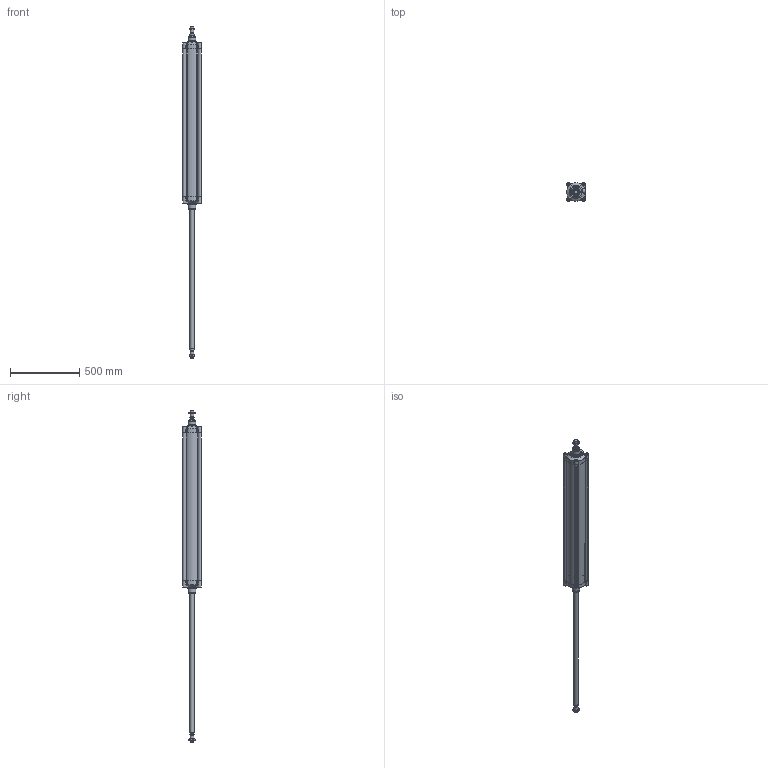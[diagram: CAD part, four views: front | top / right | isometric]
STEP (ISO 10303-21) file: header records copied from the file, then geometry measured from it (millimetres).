
FILE_DESCRIPTION(/* description */ (''),/* implementation_level */ '2;1');
FILE_NAME(/* name */ 'HDMP125.1000.GS.M.stp',/* time_stamp */ '2021-03-10T10:44:21+01:00',/* author */ ('carlo.corazza'),/* organization */ (''),/* preprocessor_version */ 'ST-DEVELOPER v18.1',/* originating_system */ 'Autodesk Inventor 2020',/* authorisation */ '');
FILE_SCHEMA (('AUTOMOTIVE_DESIGN { 1 0 10303 214 3 1 1 }'));
Length unit declared in the file: millimetre
Products named in the file (6): HDMP125.1000.GS.M; 29.2027.000.0; CORPO-1000; STELO _ POST-1000; STELO-1000; TA H125
Assembly tree (7 placements, depth 2):
  HDMP125.1000.GS.M
    29.2027.000.0  x2
    CORPO-1000
    STELO _ POST-1000
    STELO-1000
    TA H125  x2
Bounding box: 134 x 134 x 2398 mm (x, y, z)
Volume: 6305337.2 mm3; surface area: 1944826.3 mm2
Topology: 7 solids, 21 shells, 1441 faces, 3627 edges, 2252 vertices
Faces by surface type: plane 460, cylinder 321, bspline 262, cone 156, torus 134, sphere 108
Full cylindrical faces by diameter (mm): 10.106 x8, 12 x10, 12.3 x8, 17 x2, 18 x8, 18.3 x8, 18.631 x2, 23.8 x2, 24.835 x2, 27 x2, 31 x2, 32 x2, 32.5 x8, 32.8 x2, 32.962 x2, 38 x2, 42 x4, 57 x2, 60 x2, 125 x3
Entity records: 30103 total; most frequent: CARTESIAN_POINT 9536, ORIENTED_EDGE 4170, DIRECTION 4083, EDGE_CURVE 2085, AXIS2_PLACEMENT_3D 1624, VERTEX_POINT 1335, CIRCLE 905, EDGE_LOOP 896
